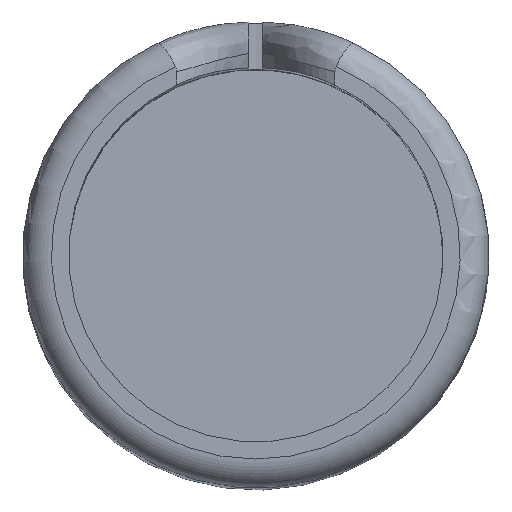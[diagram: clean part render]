
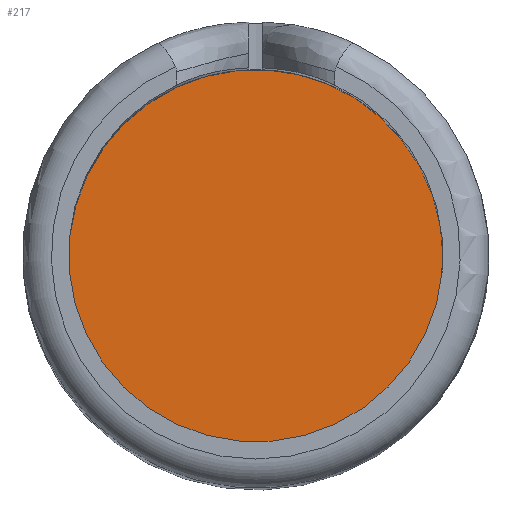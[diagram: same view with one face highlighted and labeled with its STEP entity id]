
A CAD part, top view. The second image highlights one B-rep face of the part: STEP entity #217.
In plain terms, the highlighted planar face has unit normal (0, 0, 1).
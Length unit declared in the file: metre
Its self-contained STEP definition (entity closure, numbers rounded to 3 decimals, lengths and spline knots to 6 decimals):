
#22=PLANE('',#250);
#88=ORIENTED_EDGE('',*,*,#117,.T.);
#117=EDGE_CURVE('',#147,#147,#168,.T.);
#147=VERTEX_POINT('',#301);
#168=CIRCLE('',#239,0.00325);
#182=EDGE_LOOP('',(#88));
#199=FACE_BOUND('',#182,.T.);
#217=ADVANCED_FACE('',(#199),#22,.T.);
#239=AXIS2_PLACEMENT_3D('',#300,#258,#259);
#250=AXIS2_PLACEMENT_3D('',#428,#290,#291);
#258=DIRECTION('',(0.,0.,1.));
#259=DIRECTION('',(1.,0.,0.));
#290=DIRECTION('',(0.,0.,1.));
#291=DIRECTION('',(1.,0.,0.));
#300=CARTESIAN_POINT('',(0.,0.,0.));
#301=CARTESIAN_POINT('',(0.00325,0.,0.));
#428=CARTESIAN_POINT('',(0.,0.,0.));
